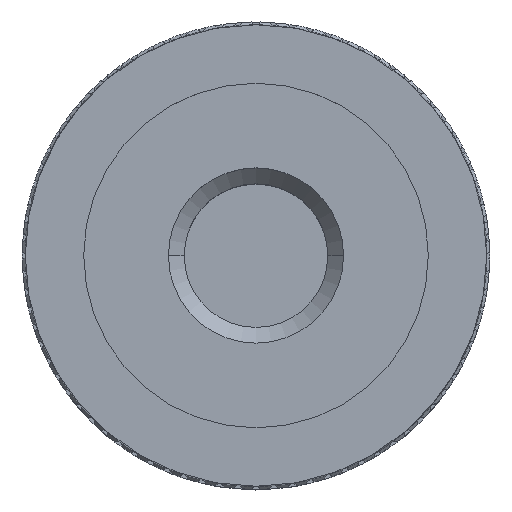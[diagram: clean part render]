
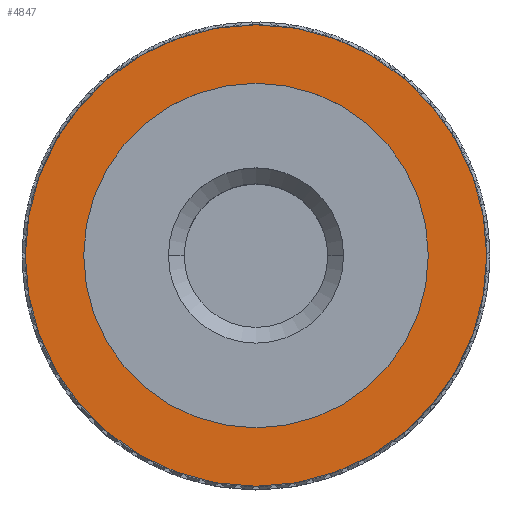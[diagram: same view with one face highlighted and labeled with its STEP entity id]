
A CAD part, top view. The second image highlights one B-rep face of the part: STEP entity #4847.
In plain terms, the highlighted planar face has unit normal (0, 0, 1).
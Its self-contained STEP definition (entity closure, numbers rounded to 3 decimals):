
#2345=EDGE_CURVE('',#3367,#2951,#6890,.T.);
#2699=EDGE_CURVE('',#3805,#4535,#7284,.T.);
#2951=VERTEX_POINT('',#7551);
#3367=VERTEX_POINT('',#8008);
#3805=VERTEX_POINT('',#8493);
#4013=EDGE_CURVE('',#4535,#3805,#8718,.T.);
#4535=VERTEX_POINT('',#9292);
#4643=EDGE_CURVE('',#2951,#3367,#9410,.T.);
#4847=ADVANCED_FACE('',(#9632,#9633),#9634,.T.);
#6890=CIRCLE('',#11922,7.9);
#7284=CIRCLE('',#12569,5.9);
#7551=CARTESIAN_POINT('',(7.9,0.,0.0));
#8008=CARTESIAN_POINT('',(-7.9,0.,0.));
#8493=CARTESIAN_POINT('',(-5.9,0.,0.));
#8718=CIRCLE('',#14954,5.9);
#9292=CARTESIAN_POINT('',(5.9,0.,0.));
#9410=CIRCLE('',#16098,7.9);
#9632=FACE_BOUND('',#16459,.T.);
#9633=FACE_OUTER_BOUND('',#16460,.T.);
#9634=PLANE('',#16461);
#11922=AXIS2_PLACEMENT_3D('',#19973,#19974,#19975);
#12569=AXIS2_PLACEMENT_3D('',#20410,#20411,#20412);
#14954=AXIS2_PLACEMENT_3D('',#22093,#22094,#22095);
#16098=AXIS2_PLACEMENT_3D('',#22849,#22850,#22851);
#16459=EDGE_LOOP('',(#23084,#23085));
#16460=EDGE_LOOP('',(#23086,#23087));
#16461=AXIS2_PLACEMENT_3D('',#23088,#23089,#23090);
#19973=CARTESIAN_POINT('',(0.0,0.,0.0));
#19974=DIRECTION('',(-0.0,0.,1.0));
#19975=DIRECTION('',(1.0,0.0,0.0));
#20410=CARTESIAN_POINT('',(0.0,0.,0.));
#20411=DIRECTION('',(-0.0,0.,1.0));
#20412=DIRECTION('',(1.0,0.0,0.0));
#22093=CARTESIAN_POINT('',(0.0,0.,0.));
#22094=DIRECTION('',(-0.0,0.,1.0));
#22095=DIRECTION('',(1.0,0.0,0.0));
#22849=CARTESIAN_POINT('',(0.0,0.,0.0));
#22850=DIRECTION('',(-0.0,0.,1.0));
#22851=DIRECTION('',(1.0,0.0,0.0));
#23084=ORIENTED_EDGE('',*,*,#4013,.F.);
#23085=ORIENTED_EDGE('',*,*,#2699,.F.);
#23086=ORIENTED_EDGE('',*,*,#4643,.T.);
#23087=ORIENTED_EDGE('',*,*,#2345,.T.);
#23088=CARTESIAN_POINT('',(6.9,0.,0.));
#23089=DIRECTION('',(0.,0.,1.0));
#23090=DIRECTION('',(1.0,0.,0.));
